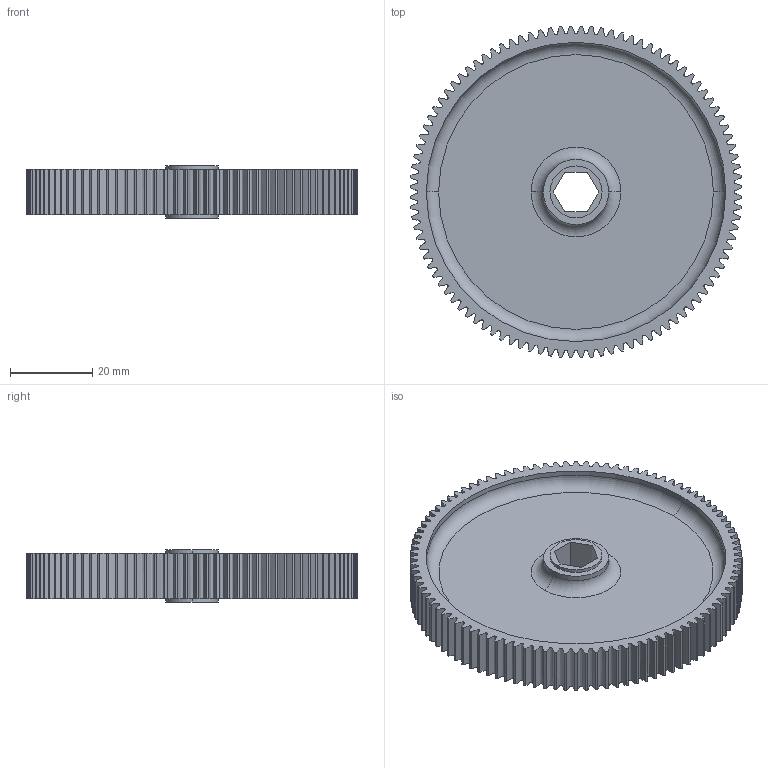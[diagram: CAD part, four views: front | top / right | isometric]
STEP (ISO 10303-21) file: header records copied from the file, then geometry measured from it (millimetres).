
FILE_DESCRIPTION (( 'STEP AP214' ), '1' );
FILE_NAME ('217-5865-STEP.STEP', '2017-07-10T19:50:05', ( '' ), ( '' ), 'SwSTEP 2.0', 'SolidWorks 2017', '' );
FILE_SCHEMA (( 'AUTOMOTIVE_DESIGN' ));
Length unit declared in the file: millimetre
Products named in the file (1): 217-5865-STEP
Bounding box: 80.94 x 80.94 x 12.7 mm (x, y, z)
Volume: 18779.3 mm3; surface area: 17310.2 mm2
Topology: 1 solids, 1 shells, 234 faces, 670 edges, 444 vertices
Faces by surface type: cylinder 112, bspline 100, plane 14, torus 8
Entity records: 38348 total; most frequent: CARTESIAN_POINT 32649, ORIENTED_EDGE 1340, DIRECTION 980, EDGE_CURVE 670, VERTEX_POINT 444, AXIS2_PLACEMENT_3D 375, EDGE_LOOP 242, CIRCLE 240
